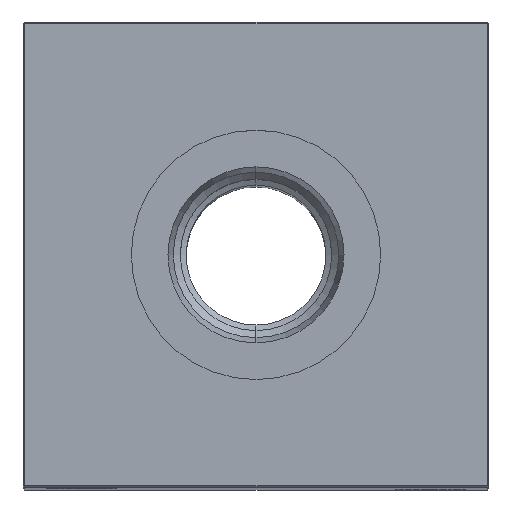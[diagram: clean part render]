
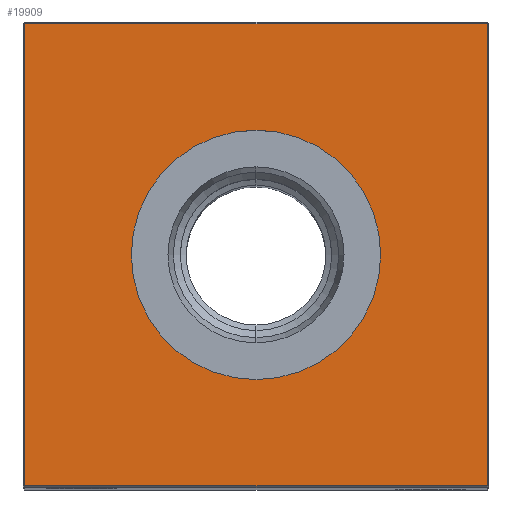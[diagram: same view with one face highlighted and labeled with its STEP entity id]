
A CAD part, top view. The second image highlights one B-rep face of the part: STEP entity #19909.
In plain terms, the highlighted planar face has unit normal (0, 0, 1).
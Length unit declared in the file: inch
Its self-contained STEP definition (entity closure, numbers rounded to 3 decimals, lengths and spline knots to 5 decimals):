
#80 = ORIENTED_EDGE ( 'NONE', *, *, #10792, .T. ) ;
#489 = CARTESIAN_POINT ( 'NONE',  ( 0., -1.24, 7. ) ) ;
#767 = EDGE_CURVE ( 'NONE', #4154, #17240, #5421, .T. ) ;
#1526 = DIRECTION ( 'NONE',  ( 0., 1., 0. ) ) ;
#1610 = VECTOR ( 'NONE', #16105, 39.37008 ) ;
#2231 = LINE ( 'NONE', #23900, #1610 ) ;
#2414 = VERTEX_POINT ( 'NONE', #21036 ) ;
#2448 = ORIENTED_EDGE ( 'NONE', *, *, #767, .T. ) ;
#2656 = CIRCLE ( 'NONE', #20467, 0.66929 ) ;
#3497 = CARTESIAN_POINT ( 'NONE',  ( 0., 1.24, 7. ) ) ;
#3743 = DIRECTION ( 'NONE',  ( 0., 0., -1. ) ) ;
#3937 = VECTOR ( 'NONE', #11385, 39.37008 ) ;
#4102 = FACE_OUTER_BOUND ( 'NONE', #13785, .T. ) ;
#4154 = VERTEX_POINT ( 'NONE', #25574 ) ;
#5154 = EDGE_CURVE ( 'NONE', #17240, #24962, #7637, .T. ) ;
#5421 = LINE ( 'NONE', #19306, #16267 ) ;
#6294 = PLANE ( 'NONE',  #22367 ) ;
#7223 = DIRECTION ( 'NONE',  ( -1., 0., 0. ) ) ;
#7384 = EDGE_CURVE ( 'NONE', #14792, #25011, #2656, .T. ) ;
#7637 = LINE ( 'NONE', #3497, #3937 ) ;
#8392 = DIRECTION ( 'NONE',  ( 1., 0., 0. ) ) ;
#8553 = CIRCLE ( 'NONE', #15183, 0.66929 ) ;
#9091 = ORIENTED_EDGE ( 'NONE', *, *, #7384, .T. ) ;
#10169 = DIRECTION ( 'NONE',  ( 0., 0., -1. ) ) ;
#10209 = LINE ( 'NONE', #489, #15123 ) ;
#10429 = ORIENTED_EDGE ( 'NONE', *, *, #13995, .T. ) ;
#10504 = CARTESIAN_POINT ( 'NONE',  ( 1.24, 1.24, 7. ) ) ;
#10792 = EDGE_CURVE ( 'NONE', #2414, #4154, #10209, .T. ) ;
#11385 = DIRECTION ( 'NONE',  ( -1., 0., 0. ) ) ;
#11985 = CARTESIAN_POINT ( 'NONE',  ( 0., 0., 7. ) ) ;
#12260 = CARTESIAN_POINT ( 'NONE',  ( -1.24, 1.24, 7. ) ) ;
#13181 = DIRECTION ( 'NONE',  ( 0., 0., -1. ) ) ;
#13785 = EDGE_LOOP ( 'NONE', ( #22704, #80, #2448, #15583 ) ) ;
#13995 = EDGE_CURVE ( 'NONE', #25011, #14792, #8553, .T. ) ;
#14240 = CARTESIAN_POINT ( 'NONE',  ( 0., 0., 7. ) ) ;
#14792 = VERTEX_POINT ( 'NONE', #16706 ) ;
#15123 = VECTOR ( 'NONE', #8392, 39.37008 ) ;
#15183 = AXIS2_PLACEMENT_3D ( 'NONE', #14240, #13181, #7223 ) ;
#15583 = ORIENTED_EDGE ( 'NONE', *, *, #5154, .T. ) ;
#16105 = DIRECTION ( 'NONE',  ( 0., -1., 0. ) ) ;
#16267 = VECTOR ( 'NONE', #1526, 39.37008 ) ;
#16271 = FACE_BOUND ( 'NONE', #20638, .T. ) ;
#16706 = CARTESIAN_POINT ( 'NONE',  ( 0., 0.66929, 7. ) ) ;
#17083 = DIRECTION ( 'NONE',  ( -1., 0., 0. ) ) ;
#17240 = VERTEX_POINT ( 'NONE', #10504 ) ;
#18249 = EDGE_CURVE ( 'NONE', #24962, #2414, #2231, .T. ) ;
#19306 = CARTESIAN_POINT ( 'NONE',  ( 1.24, 0., 7. ) ) ;
#19909 = ADVANCED_FACE ( 'NONE', ( #4102, #16271 ), #6294, .F. ) ;
#19928 = DIRECTION ( 'NONE',  ( -1., 0., 0. ) ) ;
#20467 = AXIS2_PLACEMENT_3D ( 'NONE', #25261, #3743, #17083 ) ;
#20638 = EDGE_LOOP ( 'NONE', ( #9091, #10429 ) ) ;
#21036 = CARTESIAN_POINT ( 'NONE',  ( -1.24, -1.24, 7. ) ) ;
#22367 = AXIS2_PLACEMENT_3D ( 'NONE', #11985, #10169, #19928 ) ;
#22704 = ORIENTED_EDGE ( 'NONE', *, *, #18249, .T. ) ;
#23900 = CARTESIAN_POINT ( 'NONE',  ( -1.24, 0., 7. ) ) ;
#24595 = CARTESIAN_POINT ( 'NONE',  ( 0., -0.66929, 7. ) ) ;
#24962 = VERTEX_POINT ( 'NONE', #12260 ) ;
#25011 = VERTEX_POINT ( 'NONE', #24595 ) ;
#25261 = CARTESIAN_POINT ( 'NONE',  ( 0., 0., 7. ) ) ;
#25574 = CARTESIAN_POINT ( 'NONE',  ( 1.24, -1.24, 7. ) ) ;
